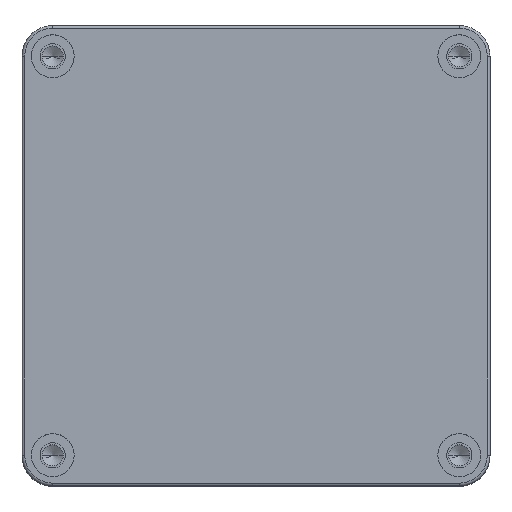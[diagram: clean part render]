
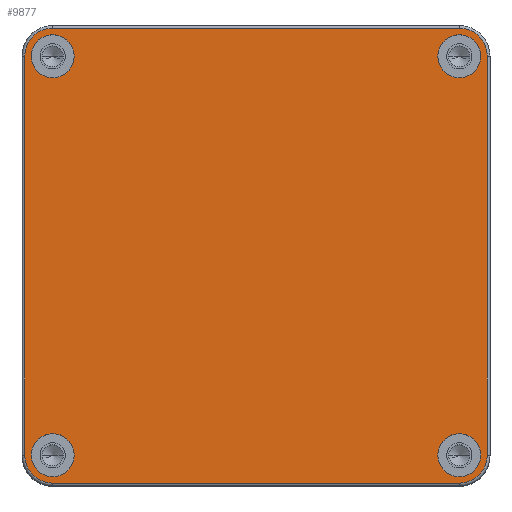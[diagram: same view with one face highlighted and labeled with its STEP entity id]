
A CAD part, top view. The second image highlights one B-rep face of the part: STEP entity #9877.
In plain terms, the highlighted planar face has unit normal (0, 0, 1).
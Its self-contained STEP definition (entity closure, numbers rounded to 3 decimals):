
#7362=CARTESIAN_POINT('',(53.,52.,24.5));
#7363=DIRECTION('',(0.,0.,1.));
#7364=DIRECTION('',(-1.,0.,0.));
#7365=AXIS2_PLACEMENT_3D('',#7362,#7363,#7364);
#7370=CARTESIAN_POINT('',(53.,52.,24.5));
#7371=DIRECTION('',(0.,0.,1.));
#7372=DIRECTION('',(1.,0.,0.));
#7373=AXIS2_PLACEMENT_3D('',#7370,#7371,#7372);
#7378=CARTESIAN_POINT('',(53.,-52.,24.5));
#7379=DIRECTION('',(0.,0.,-1.));
#7380=DIRECTION('',(-1.,0.,0.));
#7381=AXIS2_PLACEMENT_3D('',#7378,#7379,#7380);
#7386=CARTESIAN_POINT('',(53.,-52.,24.5));
#7387=DIRECTION('',(0.,0.,-1.));
#7388=DIRECTION('',(1.,0.,0.));
#7389=AXIS2_PLACEMENT_3D('',#7386,#7387,#7388);
#7394=CARTESIAN_POINT('',(-53.,52.,24.5));
#7395=DIRECTION('',(0.,0.,-1.));
#7396=DIRECTION('',(1.,0.,0.));
#7397=AXIS2_PLACEMENT_3D('',#7394,#7395,#7396);
#7402=CARTESIAN_POINT('',(-53.,52.,24.5));
#7403=DIRECTION('',(0.,0.,-1.));
#7404=DIRECTION('',(-1.,0.,0.));
#7405=AXIS2_PLACEMENT_3D('',#7402,#7403,#7404);
#7410=CARTESIAN_POINT('',(-53.,-52.,24.5));
#7411=DIRECTION('',(0.,0.,1.));
#7412=DIRECTION('',(1.,0.,0.));
#7413=AXIS2_PLACEMENT_3D('',#7410,#7411,#7412);
#7418=CARTESIAN_POINT('',(-53.,-52.,24.5));
#7419=DIRECTION('',(0.,0.,1.));
#7420=DIRECTION('',(-1.,0.,0.));
#7421=AXIS2_PLACEMENT_3D('',#7418,#7419,#7420);
#7426=CARTESIAN_POINT('',(-53.,-52.,24.5));
#7427=DIRECTION('',(0.,0.,1.));
#7428=DIRECTION('',(-1.,0.,0.));
#7429=AXIS2_PLACEMENT_3D('',#7426,#7427,#7428);
#7434=DIRECTION('',(0.,-1.,0.));
#7435=VECTOR('',#7434,104.);
#7436=CARTESIAN_POINT('',(-60.3,52.,24.5));
#7437=LINE('',#7436,#7435);
#7441=CARTESIAN_POINT('',(-53.,52.,24.5));
#7442=DIRECTION('',(0.,0.,1.));
#7443=DIRECTION('',(0.,1.,0.));
#7444=AXIS2_PLACEMENT_3D('',#7441,#7442,#7443);
#7449=DIRECTION('',(-1.,0.,0.));
#7450=VECTOR('',#7449,106.);
#7451=CARTESIAN_POINT('',(53.,59.3,24.5));
#7452=LINE('',#7451,#7450);
#7456=CARTESIAN_POINT('',(53.,52.,24.5));
#7457=DIRECTION('',(0.,0.,1.));
#7458=DIRECTION('',(1.,0.,0.));
#7459=AXIS2_PLACEMENT_3D('',#7456,#7457,#7458);
#7464=DIRECTION('',(0.,1.,0.));
#7465=VECTOR('',#7464,104.);
#7466=CARTESIAN_POINT('',(60.3,-52.,24.5));
#7467=LINE('',#7466,#7465);
#7471=CARTESIAN_POINT('',(53.,-52.,24.5));
#7472=DIRECTION('',(0.,0.,1.));
#7473=DIRECTION('',(0.,-1.,0.));
#7474=AXIS2_PLACEMENT_3D('',#7471,#7472,#7473);
#7479=DIRECTION('',(1.,0.,0.));
#7480=VECTOR('',#7479,106.);
#7481=CARTESIAN_POINT('',(-53.,-59.3,24.5));
#7482=LINE('',#7481,#7480);
#9228=CARTESIAN_POINT('',(47.4,52.,24.5));
#9229=CARTESIAN_POINT('',(58.6,52.,24.5));
#9230=VERTEX_POINT('',#9228);
#9231=VERTEX_POINT('',#9229);
#9244=CARTESIAN_POINT('',(47.4,-52.,24.5));
#9245=CARTESIAN_POINT('',(58.6,-52.,24.5));
#9246=VERTEX_POINT('',#9244);
#9247=VERTEX_POINT('',#9245);
#9260=CARTESIAN_POINT('',(-47.4,52.,24.5));
#9261=CARTESIAN_POINT('',(-58.6,52.,24.5));
#9262=VERTEX_POINT('',#9260);
#9263=VERTEX_POINT('',#9261);
#9276=CARTESIAN_POINT('',(-47.4,-52.,24.5));
#9277=CARTESIAN_POINT('',(-58.6,-52.,24.5));
#9278=VERTEX_POINT('',#9276);
#9279=VERTEX_POINT('',#9277);
#9344=CARTESIAN_POINT('',(-60.3,-52.,24.5));
#9345=CARTESIAN_POINT('',(-53.,-59.3,24.5));
#9346=VERTEX_POINT('',#9344);
#9347=VERTEX_POINT('',#9345);
#9352=CARTESIAN_POINT('',(53.,-59.3,24.5));
#9353=VERTEX_POINT('',#9352);
#9356=CARTESIAN_POINT('',(60.3,-52.,24.5));
#9357=VERTEX_POINT('',#9356);
#9360=CARTESIAN_POINT('',(60.3,52.,24.5));
#9361=VERTEX_POINT('',#9360);
#9364=CARTESIAN_POINT('',(53.,59.3,24.5));
#9365=VERTEX_POINT('',#9364);
#9368=CARTESIAN_POINT('',(-53.,59.3,24.5));
#9369=VERTEX_POINT('',#9368);
#9372=CARTESIAN_POINT('',(-60.3,52.,24.5));
#9373=VERTEX_POINT('',#9372);
#9831=CARTESIAN_POINT('',(0.,0.,24.5));
#9832=DIRECTION('',(0.,0.,1.));
#9833=DIRECTION('',(1.,0.,0.));
#9834=AXIS2_PLACEMENT_3D('',#9831,#9832,#9833);
#9835=PLANE('',#9834);
#9837=ORIENTED_EDGE('',*,*,#9836,.F.);
#9839=ORIENTED_EDGE('',*,*,#9838,.F.);
#9841=ORIENTED_EDGE('',*,*,#9840,.F.);
#9843=ORIENTED_EDGE('',*,*,#9842,.F.);
#9845=ORIENTED_EDGE('',*,*,#9844,.F.);
#9847=ORIENTED_EDGE('',*,*,#9846,.F.);
#9849=ORIENTED_EDGE('',*,*,#9848,.F.);
#9851=ORIENTED_EDGE('',*,*,#9850,.F.);
#9852=EDGE_LOOP('',(#9837,#9839,#9841,#9843,#9845,#9847,#9849,#9851));
#9853=FACE_OUTER_BOUND('',#9852,.F.);
#9855=ORIENTED_EDGE('',*,*,#9854,.F.);
#9857=ORIENTED_EDGE('',*,*,#9856,.F.);
#9858=EDGE_LOOP('',(#9855,#9857));
#9859=FACE_BOUND('',#9858,.F.);
#9861=ORIENTED_EDGE('',*,*,#9860,.F.);
#9863=ORIENTED_EDGE('',*,*,#9862,.F.);
#9864=EDGE_LOOP('',(#9861,#9863));
#9865=FACE_BOUND('',#9864,.F.);
#9867=ORIENTED_EDGE('',*,*,#9866,.T.);
#9869=ORIENTED_EDGE('',*,*,#9868,.T.);
#9870=EDGE_LOOP('',(#9867,#9869));
#9871=FACE_BOUND('',#9870,.F.);
#9872=ORIENTED_EDGE('',*,*,#9821,.T.);
#9874=ORIENTED_EDGE('',*,*,#9873,.T.);
#9875=EDGE_LOOP('',(#9872,#9874));
#9876=FACE_BOUND('',#9875,.F.);
#7366=CIRCLE('',#7365,5.6);
#7374=CIRCLE('',#7373,5.6);
#7382=CIRCLE('',#7381,5.6);
#7390=CIRCLE('',#7389,5.6);
#7398=CIRCLE('',#7397,5.6);
#7406=CIRCLE('',#7405,5.6);
#7414=CIRCLE('',#7413,5.6);
#7422=CIRCLE('',#7421,5.6);
#7430=CIRCLE('',#7429,7.3);
#7445=CIRCLE('',#7444,7.3);
#7460=CIRCLE('',#7459,7.3);
#7475=CIRCLE('',#7474,7.3);
#9821=EDGE_CURVE('',#9230,#9231,#7366,.T.);
#9836=EDGE_CURVE('',#9346,#9347,#7430,.T.);
#9838=EDGE_CURVE('',#9373,#9346,#7437,.T.);
#9840=EDGE_CURVE('',#9369,#9373,#7445,.T.);
#9842=EDGE_CURVE('',#9365,#9369,#7452,.T.);
#9844=EDGE_CURVE('',#9361,#9365,#7460,.T.);
#9846=EDGE_CURVE('',#9357,#9361,#7467,.T.);
#9848=EDGE_CURVE('',#9353,#9357,#7475,.T.);
#9850=EDGE_CURVE('',#9347,#9353,#7482,.T.);
#9854=EDGE_CURVE('',#9246,#9247,#7382,.T.);
#9856=EDGE_CURVE('',#9247,#9246,#7390,.T.);
#9860=EDGE_CURVE('',#9262,#9263,#7398,.T.);
#9862=EDGE_CURVE('',#9263,#9262,#7406,.T.);
#9866=EDGE_CURVE('',#9278,#9279,#7414,.T.);
#9868=EDGE_CURVE('',#9279,#9278,#7422,.T.);
#9873=EDGE_CURVE('',#9231,#9230,#7374,.T.);
#9877=ADVANCED_FACE('',(#9853,#9859,#9865,#9871,#9876),#9835,.T.);
